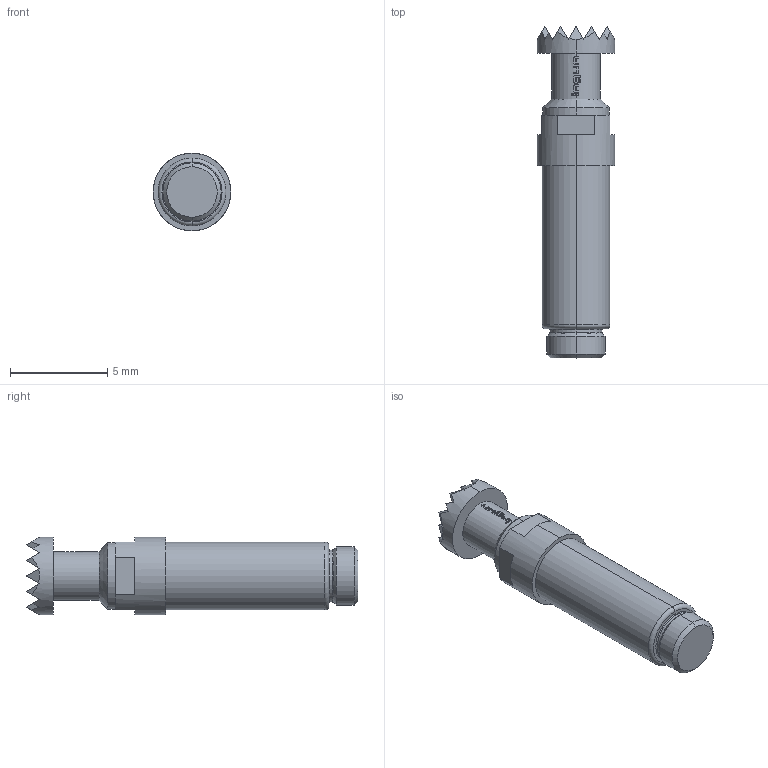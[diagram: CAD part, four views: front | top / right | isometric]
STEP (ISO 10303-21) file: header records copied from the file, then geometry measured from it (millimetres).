
FILE_DESCRIPTION (( 'STEP AP203' ), '1' );
FILE_NAME ('INGUN_HSS-552_306_400_A_xx03_M.STEP', '2022-02-02T10:32:16', ( 'ochi' ), ( '' ), 'SwSTEP 2.0', 'SolidWorks 2018', '' );
FILE_SCHEMA (( 'CONFIG_CONTROL_DESIGN' ));
Length unit declared in the file: millimetre
Products named in the file (1): INGUN_HSS-552_306_400_A_xx03_M
Bounding box: 4 x 17.1 x 4 mm (x, y, z)
Volume: 152.3 mm3; surface area: 226.8 mm2
Topology: 1 solids, 1 shells, 203 faces, 471 edges, 275 vertices
Faces by surface type: plane 145, cylinder 24, bspline 22, torus 6, cone 6
Entity records: 5834 total; most frequent: CARTESIAN_POINT 1488, ORIENTED_EDGE 942, DIRECTION 809, EDGE_CURVE 471, AXIS2_PLACEMENT_3D 288, VERTEX_POINT 275, VECTOR 233, LINE 233
